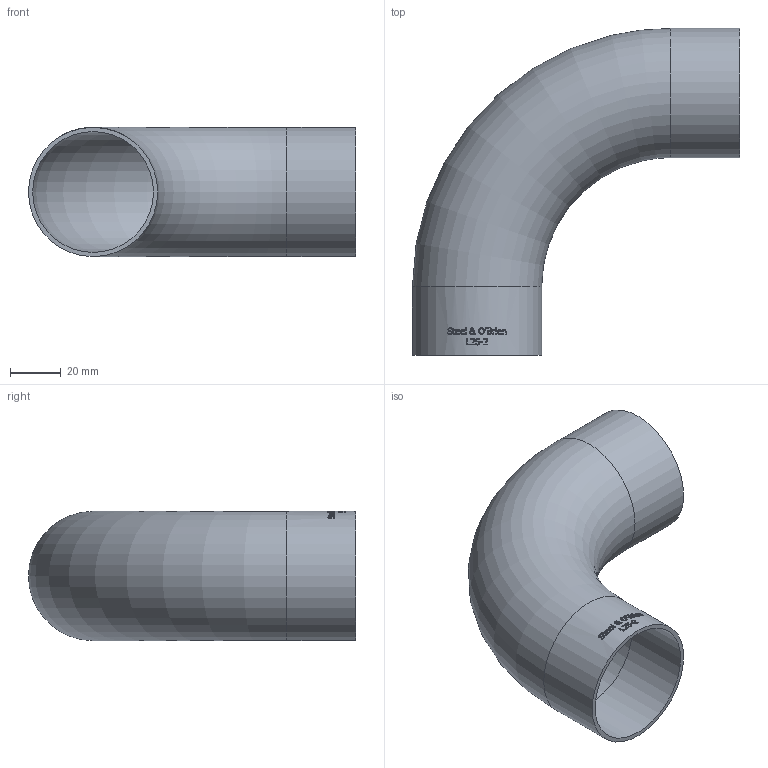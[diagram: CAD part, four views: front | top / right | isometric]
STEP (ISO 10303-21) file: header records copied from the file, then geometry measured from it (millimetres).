
FILE_DESCRIPTION(/* description */ (''),/* implementation_level */ '2;1');
FILE_NAME(/* name */ 'L2S-2.stp',/* time_stamp */ '2019-02-01T15:45:07-05:00',/* author */ ('rick'),/* organization */ (''),/* preprocessor_version */ 'ST-DEVELOPER v15.2',/* originating_system */ 'Autodesk Inventor 2014',/* authorisation */ '');
FILE_SCHEMA (('AUTOMOTIVE_DESIGN { 1 0 10303 214 3 1 1 }'));
Length unit declared in the file: inch
Products named in the file (1): L2S-2
Bounding box: 128.6 x 128.6 x 50.8 mm (x, y, z)
Volume: 44275.7 mm3; surface area: 54171.9 mm2
Topology: 1 solids, 1 shells, 298 faces, 803 edges, 534 vertices
Faces by surface type: bspline 157, plane 108, cylinder 31, torus 2
Full cylindrical faces by diameter (mm): 47.498 x2, 50.8 x2
Entity records: 12265 total; most frequent: CARTESIAN_POINT 5709, ORIENTED_EDGE 1594, DIRECTION 891, EDGE_CURVE 797, VERTEX_POINT 534, LINE 359, VECTOR 359, EDGE_LOOP 333
